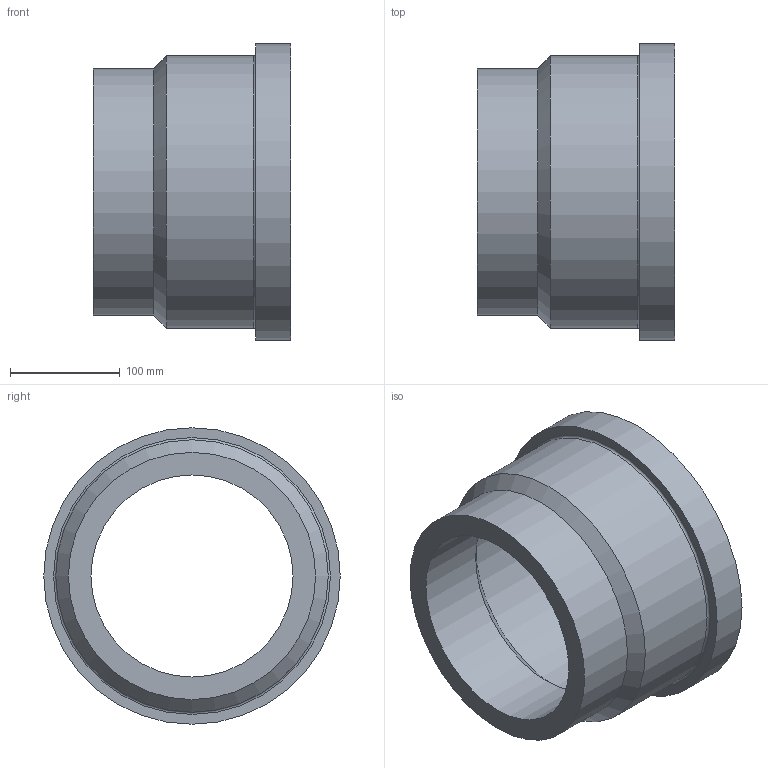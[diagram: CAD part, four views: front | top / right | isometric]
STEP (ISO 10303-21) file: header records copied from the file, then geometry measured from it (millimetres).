
FILE_DESCRIPTION(/* description */ ('PE100 Stub Flange for type 560/570 Check Valve with short spigot, Ø225, SDR11 PN16'),/* implementation_level */ '2;1');
FILE_NAME(/* name */ 'QBSE11-225',/* time_stamp */ '2022-04-05T16:15:45+02:00',/* author */ ('COAB Solutions'),/* organization */ ('GPA Flowsystem'),/* preprocessor_version */ 'ST-DEVELOPER v18.1',/* originating_system */ 'www.coabsolutions.com',/* authorisation */ '');
FILE_SCHEMA (('AUTOMOTIVE_DESIGN { 1 0 10303 214 3 1 1 }'));
Length unit declared in the file: millimetre
Products named in the file (1): QBSE11-225
Bounding box: 180 x 270 x 270 mm (x, y, z)
Volume: 2931931.2 mm3; surface area: 301460.1 mm2
Topology: 1 solids, 1 shells, 11 faces, 20 edges, 12 vertices
Faces by surface type: cylinder 5, plane 3, cone 2, torus 1
Full cylindrical faces by diameter (mm): 184 x1, 206 x1, 225 x1, 248 x1, 270 x1
Entity records: 320 total; most frequent: DIRECTION 57, CARTESIAN_POINT 44, ORIENTED_EDGE 40, AXIS2_PLACEMENT_3D 25, EDGE_CURVE 20, EDGE_LOOP 14, CIRCLE 13, VERTEX_POINT 12
